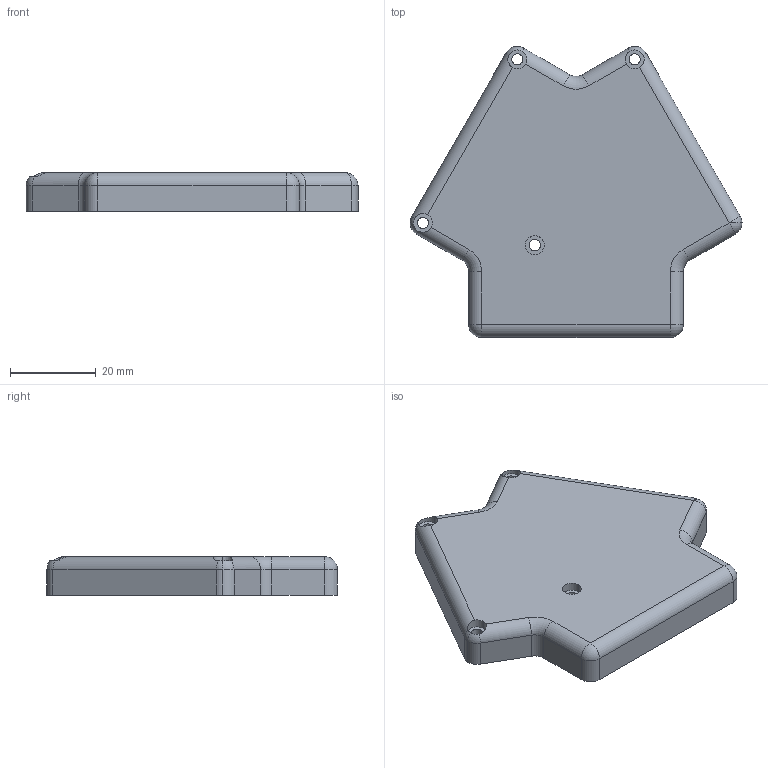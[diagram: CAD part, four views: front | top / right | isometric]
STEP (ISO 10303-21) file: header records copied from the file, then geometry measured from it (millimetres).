
FILE_DESCRIPTION (( 'STEP AP203' ), '1' );
FILE_NAME ('Copy of Electronics Lid^PLatform 3 Assembly.STEP', '2024-07-16T19:12:11', ( '' ), ( '' ), 'SwSTEP 2.0', 'SolidWorks 2023', '' );
FILE_SCHEMA (( 'CONFIG_CONTROL_DESIGN' ));
Length unit declared in the file: millimetre
Products named in the file (1): Copy of Electronics Lid^PLatform 3 Assembly
Bounding box: 77.36 x 67.8 x 9 mm (x, y, z)
Volume: 6563.9 mm3; surface area: 11424.7 mm2
Topology: 1 solids, 1 shells, 85 faces, 222 edges, 138 vertices
Faces by surface type: cylinder 48, plane 26, sphere 8, torus 3
Entity records: 2755 total; most frequent: CARTESIAN_POINT 538, DIRECTION 482, ORIENTED_EDGE 432, EDGE_CURVE 216, AXIS2_PLACEMENT_3D 190, VERTEX_POINT 136, CIRCLE 104, LINE 102
